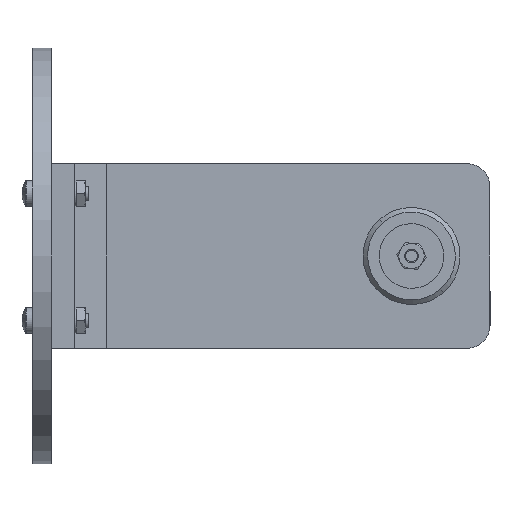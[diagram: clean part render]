
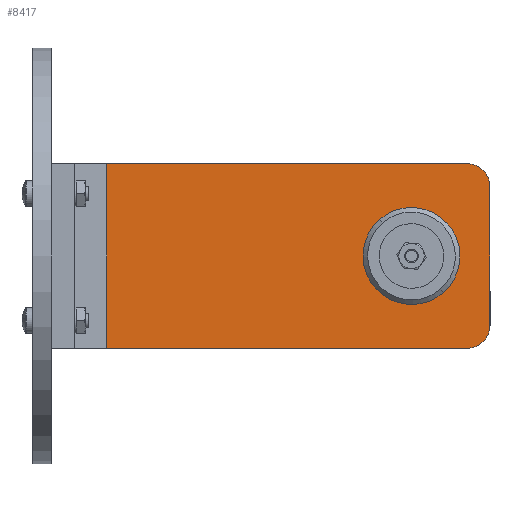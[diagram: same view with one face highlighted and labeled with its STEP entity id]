
A CAD part, front view. The second image highlights one B-rep face of the part: STEP entity #8417.
In plain terms, the highlighted planar face has unit normal (0, -1, 0).
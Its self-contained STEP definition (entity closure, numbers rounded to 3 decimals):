
#211 = DIRECTION ( 'NONE',  ( 0., 0., -1. ) ) ;
#265 = LINE ( 'NONE', #2906, #1341 ) ;
#375 = CIRCLE ( 'NONE', #9803, 7. ) ;
#520 = CARTESIAN_POINT ( 'NONE',  ( 20., 0., -12. ) ) ;
#685 = EDGE_LOOP ( 'NONE', ( #6050, #10003 ) ) ;
#695 = DIRECTION ( 'NONE',  ( 0., 0., -1. ) ) ;
#697 = DIRECTION ( 'NONE',  ( 0., -1., 0. ) ) ;
#1341 = VECTOR ( 'NONE', #3901, 1000. ) ;
#1865 = CARTESIAN_POINT ( 'NONE',  ( -20., 0., -90. ) ) ;
#1933 = FACE_BOUND ( 'NONE', #685, .T. ) ;
#1943 = DIRECTION ( 'NONE',  ( 0., 0., -1. ) ) ;
#2052 = VERTEX_POINT ( 'NONE', #9819 ) ;
#2255 = EDGE_LOOP ( 'NONE', ( #12699, #5356, #9598, #9892, #12887, #5524 ) ) ;
#2670 = DIRECTION ( 'NONE',  ( 0., 0., -1. ) ) ;
#2722 = EDGE_CURVE ( 'NONE', #6789, #9928, #265, .T. ) ;
#2733 = DIRECTION ( 'NONE',  ( 0., 0., -1. ) ) ;
#2906 = CARTESIAN_POINT ( 'NONE',  ( -20., 0., -95. ) ) ;
#2949 = VECTOR ( 'NONE', #4502, 1000. ) ;
#3214 = DIRECTION ( 'NONE',  ( 0., -1., 0. ) ) ;
#3305 = VECTOR ( 'NONE', #4705, 1000. ) ;
#3497 = CARTESIAN_POINT ( 'NONE',  ( 15., 0., -95. ) ) ;
#3538 = CARTESIAN_POINT ( 'NONE',  ( 20., 0., -95. ) ) ;
#3825 = DIRECTION ( 'NONE',  ( -1., 0., 0. ) ) ;
#3846 = DIRECTION ( 'NONE',  ( 0., -1., 0. ) ) ;
#3901 = DIRECTION ( 'NONE',  ( 0., 0., 1. ) ) ;
#4502 = DIRECTION ( 'NONE',  ( 0., 0., -1. ) ) ;
#4671 = PLANE ( 'NONE',  #6714 ) ;
#4705 = DIRECTION ( 'NONE',  ( -1., 0., 0. ) ) ;
#5042 = DIRECTION ( 'NONE',  ( 0., -1., 0. ) ) ;
#5141 = VERTEX_POINT ( 'NONE', #8813 ) ;
#5202 = EDGE_CURVE ( 'NONE', #9699, #5141, #375, .T. ) ;
#5356 = ORIENTED_EDGE ( 'NONE', *, *, #6754, .T. ) ;
#5524 = ORIENTED_EDGE ( 'NONE', *, *, #7006, .T. ) ;
#5675 = CARTESIAN_POINT ( 'NONE',  ( 0., 0., 0. ) ) ;
#5749 = CARTESIAN_POINT ( 'NONE',  ( 20., 0., -12. ) ) ;
#6050 = ORIENTED_EDGE ( 'NONE', *, *, #5202, .F. ) ;
#6127 = FACE_OUTER_BOUND ( 'NONE', #2255, .T. ) ;
#6253 = EDGE_CURVE ( 'NONE', #12275, #6757, #8489, .T. ) ;
#6547 = DIRECTION ( 'NONE',  ( 0., -1., 0. ) ) ;
#6622 = EDGE_CURVE ( '������9', #6789, #6757, #10517, .T. ) ;
#6714 = AXIS2_PLACEMENT_3D ( 'NONE', #5675, #697, #2733 ) ;
#6754 = EDGE_CURVE ( '������13', #8329, #9928, #10846, .T. ) ;
#6757 = VERTEX_POINT ( 'NONE', #12889 ) ;
#6763 = VECTOR ( 'NONE', #3825, 1000. ) ;
#6789 = VERTEX_POINT ( 'NONE', #1865 ) ;
#6880 = CARTESIAN_POINT ( 'NONE',  ( 0., 0., -78. ) ) ;
#6930 = CIRCLE ( 'NONE', #7719, 5. ) ;
#7006 = EDGE_CURVE ( 'NONE', #12275, #2052, #6930, .T. ) ;
#7304 = CARTESIAN_POINT ( 'NONE',  ( -20., 0., -12. ) ) ;
#7719 = AXIS2_PLACEMENT_3D ( 'NONE', #11265, #3214, #211 ) ;
#8221 = AXIS2_PLACEMENT_3D ( 'NONE', #11580, #6547, #695 ) ;
#8289 = LINE ( 'NONE', #3538, #2949 ) ;
#8329 = VERTEX_POINT ( 'NONE', #520 ) ;
#8417 = ADVANCED_FACE ( '�����6', ( #1933, #6127 ), #4671, .T. ) ;
#8489 = LINE ( 'NONE', #11825, #3305 ) ;
#8813 = CARTESIAN_POINT ( 'NONE',  ( 0., 0., -85. ) ) ;
#9429 = CARTESIAN_POINT ( 'NONE',  ( 0., 0., -71. ) ) ;
#9598 = ORIENTED_EDGE ( 'NONE', *, *, #2722, .F. ) ;
#9634 = EDGE_CURVE ( '������22', #8329, #2052, #8289, .T. ) ;
#9699 = VERTEX_POINT ( 'NONE', #9429 ) ;
#9803 = AXIS2_PLACEMENT_3D ( 'NONE', #6880, #5042, #1943 ) ;
#9819 = CARTESIAN_POINT ( 'NONE',  ( 20., 0., -90. ) ) ;
#9892 = ORIENTED_EDGE ( 'NONE', *, *, #6622, .T. ) ;
#9928 = VERTEX_POINT ( 'NONE', #7304 ) ;
#10003 = ORIENTED_EDGE ( 'NONE', *, *, #12946, .F. ) ;
#10517 = CIRCLE ( 'NONE', #8221, 5. ) ;
#10846 = LINE ( 'NONE', #5749, #6763 ) ;
#11265 = CARTESIAN_POINT ( 'NONE',  ( 15., 0., -90. ) ) ;
#11580 = CARTESIAN_POINT ( 'NONE',  ( -15., 0., -90. ) ) ;
#11823 = CARTESIAN_POINT ( 'NONE',  ( 0., 0., -78. ) ) ;
#11825 = CARTESIAN_POINT ( 'NONE',  ( 20., 0., -95. ) ) ;
#12153 = CIRCLE ( 'NONE', #12456, 7. ) ;
#12275 = VERTEX_POINT ( 'NONE', #3497 ) ;
#12456 = AXIS2_PLACEMENT_3D ( 'NONE', #11823, #3846, #2670 ) ;
#12699 = ORIENTED_EDGE ( 'NONE', *, *, #9634, .F. ) ;
#12887 = ORIENTED_EDGE ( 'NONE', *, *, #6253, .F. ) ;
#12889 = CARTESIAN_POINT ( 'NONE',  ( -15., 0., -95. ) ) ;
#12946 = EDGE_CURVE ( 'NONE', #5141, #9699, #12153, .T. ) ;
